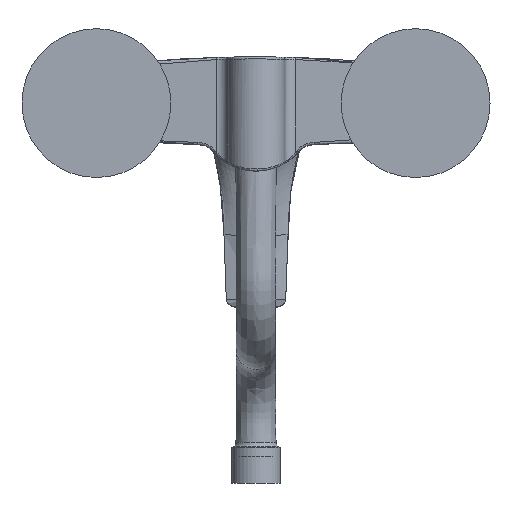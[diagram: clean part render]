
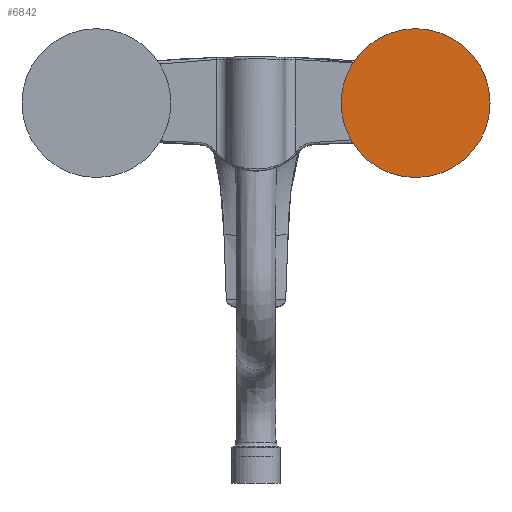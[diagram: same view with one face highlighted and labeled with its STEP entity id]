
A CAD part, left-side view. The second image highlights one B-rep face of the part: STEP entity #6842.
In plain terms, the highlighted planar face has unit normal (-1, 0, 0).
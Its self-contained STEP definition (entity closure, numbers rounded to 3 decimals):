
#414=PLANE('',#9269);
#2199=ORIENTED_EDGE('',*,*,#3711,.T.);
#3711=EDGE_CURVE('',#4545,#4545,#5052,.T.);
#4545=VERTEX_POINT('',#23132);
#5052=CIRCLE('',#9268,35.);
#5579=EDGE_LOOP('',(#2199));
#6238=FACE_BOUND('',#5579,.T.);
#6842=ADVANCED_FACE('',(#6238),#414,.T.);
#9268=AXIS2_PLACEMENT_3D('',#23131,#10508,#10509);
#9269=AXIS2_PLACEMENT_3D('',#23133,#10510,#10511);
#10508=DIRECTION('',(-1.,0.,0.));
#10509=DIRECTION('',(0.,1.,0.));
#10510=DIRECTION('',(-1.,0.,0.));
#10511=DIRECTION('',(0.,-1.,0.));
#23131=CARTESIAN_POINT('',(-43.31,-75.,0.));
#23132=CARTESIAN_POINT('',(-43.31,-40.,0.));
#23133=CARTESIAN_POINT('',(-43.31,-75.,0.));
